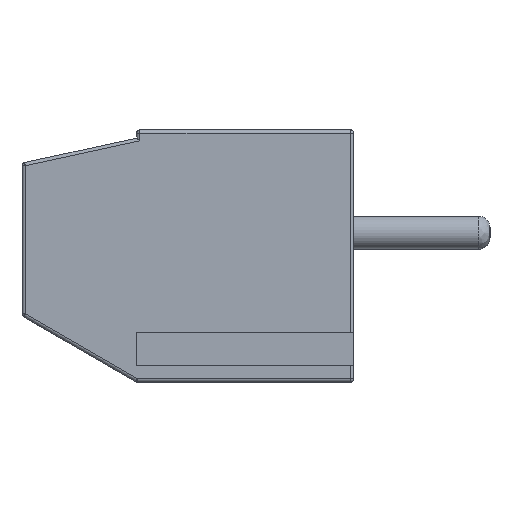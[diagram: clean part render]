
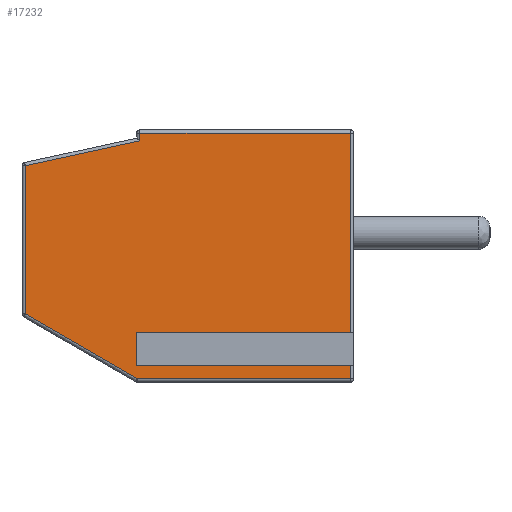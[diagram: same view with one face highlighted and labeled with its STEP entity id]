
A CAD part, left-side view. The second image highlights one B-rep face of the part: STEP entity #17232.
In plain terms, the highlighted planar face has unit normal (-1, 0, 0).
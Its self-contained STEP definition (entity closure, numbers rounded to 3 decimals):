
#63=DIRECTION('',(0.,0.,-1.));
#64=VECTOR('',#63,0.231);
#65=CARTESIAN_POINT('',(-20.,1.45,3.));
#66=LINE('',#65,#64);
#71=DIRECTION('',(0.,1.,0.));
#72=VECTOR('',#71,6.35);
#73=CARTESIAN_POINT('',(-20.,-4.9,3.));
#74=LINE('',#73,#72);
#78=DIRECTION('',(0.,0.,1.));
#79=VECTOR('',#78,6.186);
#80=CARTESIAN_POINT('',(-20.,-4.9,-3.186));
#81=LINE('',#80,#79);
#85=DIRECTION('',(0.,1.,0.));
#86=VECTOR('',#85,6.45);
#87=CARTESIAN_POINT('',(-20.,-4.9,-3.186));
#88=LINE('',#87,#86);
#92=DIRECTION('',(0.,0.,-1.));
#93=VECTOR('',#92,0.628);
#94=CARTESIAN_POINT('',(-20.,1.55,-3.186));
#95=LINE('',#94,#93);
#99=DIRECTION('',(0.,1.,0.));
#100=VECTOR('',#99,6.45);
#101=CARTESIAN_POINT('',(-20.,-4.9,-3.814));
#102=LINE('',#101,#100);
#106=DIRECTION('',(0.,0.,1.));
#107=VECTOR('',#106,0.586);
#108=CARTESIAN_POINT('',(-20.,-4.9,-4.4));
#109=LINE('',#108,#107);
#113=DIRECTION('',(0.,-1.,0.));
#114=VECTOR('',#113,6.423);
#115=CARTESIAN_POINT('',(-20.,1.523,-4.4));
#116=LINE('',#115,#114);
#120=DIRECTION('',(0.,-0.865,-0.502));
#121=VECTOR('',#120,3.903);
#122=CARTESIAN_POINT('',(-20.,4.9,-2.442));
#123=LINE('',#122,#121);
#127=DIRECTION('',(0.,0.,-1.));
#128=VECTOR('',#127,4.462);
#129=CARTESIAN_POINT('',(-20.,4.9,2.019));
#130=LINE('',#129,#128);
#134=DIRECTION('',(0.,0.977,-0.212));
#135=VECTOR('',#134,3.531);
#136=CARTESIAN_POINT('',(-20.,1.45,2.769));
#137=LINE('',#136,#135);
#7056=CARTESIAN_POINT('',(-20.,-4.9,-3.186));
#15519=CARTESIAN_POINT('',(-20.,1.45,3.));
#15520=CARTESIAN_POINT('',(-20.,1.45,2.769));
#15521=VERTEX_POINT('',#15519);
#15522=VERTEX_POINT('',#15520);
#15523=CARTESIAN_POINT('',(-20.,4.9,2.019));
#15524=VERTEX_POINT('',#15523);
#15529=CARTESIAN_POINT('',(-20.,4.9,-2.442));
#15530=VERTEX_POINT('',#15529);
#15535=CARTESIAN_POINT('',(-20.,1.523,-4.4));
#15536=VERTEX_POINT('',#15535);
#15541=CARTESIAN_POINT('',(-20.,-4.9,-4.4));
#15542=VERTEX_POINT('',#15541);
#15547=CARTESIAN_POINT('',(-20.,-4.9,-3.814));
#15548=VERTEX_POINT('',#15547);
#15551=CARTESIAN_POINT('',(-20.,-4.9,3.));
#15552=VERTEX_POINT('',#15551);
#15600=VERTEX_POINT('',#7056);
#15641=CARTESIAN_POINT('',(-20.,1.55,-3.186));
#15642=CARTESIAN_POINT('',(-20.,1.55,-3.814));
#15643=VERTEX_POINT('',#15641);
#15644=VERTEX_POINT('',#15642);
#17203=CARTESIAN_POINT('',(-20.,0.,0.));
#17204=DIRECTION('',(1.,0.,0.));
#17205=DIRECTION('',(0.,-1.,0.));
#17206=AXIS2_PLACEMENT_3D('',#17203,#17204,#17205);
#17207=PLANE('',#17206);
#17209=ORIENTED_EDGE('',*,*,#17208,.F.);
#17211=ORIENTED_EDGE('',*,*,#17210,.F.);
#17213=ORIENTED_EDGE('',*,*,#17212,.F.);
#17215=ORIENTED_EDGE('',*,*,#17214,.T.);
#17217=ORIENTED_EDGE('',*,*,#17216,.T.);
#17219=ORIENTED_EDGE('',*,*,#17218,.F.);
#17221=ORIENTED_EDGE('',*,*,#17220,.F.);
#17223=ORIENTED_EDGE('',*,*,#17222,.F.);
#17225=ORIENTED_EDGE('',*,*,#17224,.F.);
#17227=ORIENTED_EDGE('',*,*,#17226,.F.);
#17229=ORIENTED_EDGE('',*,*,#17228,.F.);
#17230=EDGE_LOOP('',(#17209,#17211,#17213,#17215,#17217,#17219,#17221,#17223,
#17225,#17227,#17229));
#17231=FACE_OUTER_BOUND('',#17230,.F.);
#17232=ADVANCED_FACE('',(#17231),#17207,.F.);
#17208=EDGE_CURVE('',#15521,#15522,#66,.T.);
#17210=EDGE_CURVE('',#15552,#15521,#74,.T.);
#17212=EDGE_CURVE('',#15600,#15552,#81,.T.);
#17214=EDGE_CURVE('',#15600,#15643,#88,.T.);
#17216=EDGE_CURVE('',#15643,#15644,#95,.T.);
#17218=EDGE_CURVE('',#15548,#15644,#102,.T.);
#17220=EDGE_CURVE('',#15542,#15548,#109,.T.);
#17222=EDGE_CURVE('',#15536,#15542,#116,.T.);
#17224=EDGE_CURVE('',#15530,#15536,#123,.T.);
#17226=EDGE_CURVE('',#15524,#15530,#130,.T.);
#17228=EDGE_CURVE('',#15522,#15524,#137,.T.);
